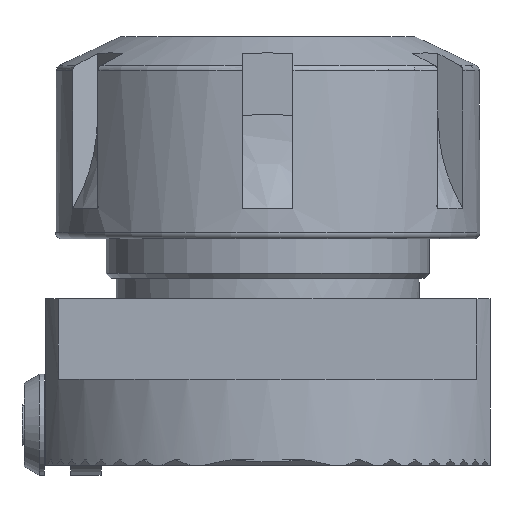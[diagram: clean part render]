
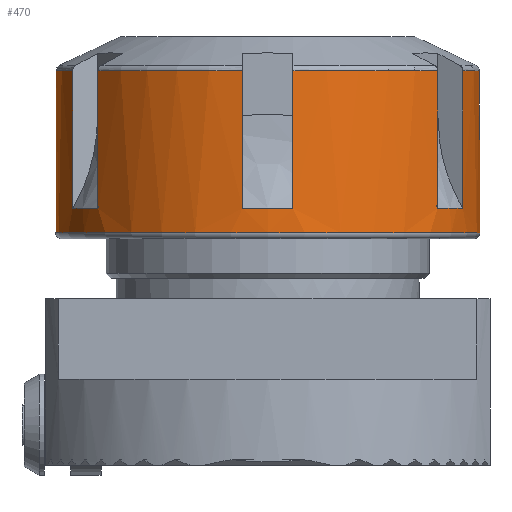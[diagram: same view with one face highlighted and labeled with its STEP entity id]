
A CAD part, left-side view. The second image highlights one B-rep face of the part: STEP entity #470.
In plain terms, the highlighted cylindrical face has radius 21 mm (diameter 42 mm), a full revolution.
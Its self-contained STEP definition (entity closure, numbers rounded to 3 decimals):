
#71=B_SPLINE_CURVE_WITH_KNOTS('',3,(#6543,#6544,#6545,#6546),.UNSPECIFIED.,
 .F.,.F.,(4,4),(0.,1.),.UNSPECIFIED.);
#72=B_SPLINE_CURVE_WITH_KNOTS('',3,(#6552,#6553,#6554,#6555),.UNSPECIFIED.,
 .F.,.F.,(4,4),(0.,1.),.UNSPECIFIED.);
#73=B_SPLINE_CURVE_WITH_KNOTS('',3,(#6560,#6561,#6562,#6563),.UNSPECIFIED.,
 .F.,.F.,(4,4),(0.,1.),.UNSPECIFIED.);
#74=B_SPLINE_CURVE_WITH_KNOTS('',3,(#6568,#6569,#6570,#6571),.UNSPECIFIED.,
 .F.,.F.,(4,4),(0.,1.),.UNSPECIFIED.);
#75=B_SPLINE_CURVE_WITH_KNOTS('',3,(#6576,#6577,#6578,#6579),.UNSPECIFIED.,
 .F.,.F.,(4,4),(0.,1.),.UNSPECIFIED.);
#76=B_SPLINE_CURVE_WITH_KNOTS('',3,(#6587,#6588,#6589,#6590),.UNSPECIFIED.,
 .F.,.F.,(4,4),(0.,1.),.UNSPECIFIED.);
#124=CYLINDRICAL_SURFACE('',#4246,21.);
#256=FACE_BOUND('',#1044,.T.);
#257=FACE_BOUND('',#1045,.T.);
#470=ADVANCED_FACE('',(#256,#257),#124,.T.);
#1044=EDGE_LOOP('',(#2614,#2615,#2616,#2617,#2618,#2619,#2620,#2621,#2622,
#2623,#2624,#2625,#2626,#2627,#2628,#2629,#2630,#2631,#2632,#2633,#2634,
#2635,#2636,#2637));
#1045=EDGE_LOOP('',(#2638));
#1392=LINE('',#6549,#1682);
#1393=LINE('',#6550,#1683);
#1394=LINE('',#6557,#1684);
#1395=LINE('',#6558,#1685);
#1396=LINE('',#6565,#1686);
#1397=LINE('',#6566,#1687);
#1398=LINE('',#6573,#1688);
#1399=LINE('',#6574,#1689);
#1400=LINE('',#6581,#1690);
#1401=LINE('',#6585,#1691);
#1402=LINE('',#6592,#1692);
#1403=LINE('',#6593,#1693);
#1682=VECTOR('',#5289,1.);
#1683=VECTOR('',#5290,1.);
#1684=VECTOR('',#5291,1.);
#1685=VECTOR('',#5292,1.);
#1686=VECTOR('',#5293,1.);
#1687=VECTOR('',#5294,1.);
#1688=VECTOR('',#5295,1.);
#1689=VECTOR('',#5296,1.);
#1690=VECTOR('',#5297,1.);
#1691=VECTOR('',#5300,1.);
#1692=VECTOR('',#5301,1.);
#1693=VECTOR('',#5302,1.);
#2614=ORIENTED_EDGE('',*,*,#3682,.F.);
#2615=ORIENTED_EDGE('',*,*,#3683,.F.);
#2616=ORIENTED_EDGE('',*,*,#3668,.T.);
#2617=ORIENTED_EDGE('',*,*,#3684,.F.);
#2618=ORIENTED_EDGE('',*,*,#3685,.F.);
#2619=ORIENTED_EDGE('',*,*,#3686,.F.);
#2620=ORIENTED_EDGE('',*,*,#3672,.T.);
#2621=ORIENTED_EDGE('',*,*,#3687,.F.);
#2622=ORIENTED_EDGE('',*,*,#3688,.F.);
#2623=ORIENTED_EDGE('',*,*,#3689,.F.);
#2624=ORIENTED_EDGE('',*,*,#3676,.T.);
#2625=ORIENTED_EDGE('',*,*,#3690,.F.);
#2626=ORIENTED_EDGE('',*,*,#3691,.F.);
#2627=ORIENTED_EDGE('',*,*,#3692,.F.);
#2628=ORIENTED_EDGE('',*,*,#3680,.T.);
#2629=ORIENTED_EDGE('',*,*,#3693,.F.);
#2630=ORIENTED_EDGE('',*,*,#3694,.F.);
#2631=ORIENTED_EDGE('',*,*,#3695,.F.);
#2632=ORIENTED_EDGE('',*,*,#3696,.T.);
#2633=ORIENTED_EDGE('',*,*,#3697,.F.);
#2634=ORIENTED_EDGE('',*,*,#3698,.F.);
#2635=ORIENTED_EDGE('',*,*,#3699,.F.);
#2636=ORIENTED_EDGE('',*,*,#3662,.T.);
#2637=ORIENTED_EDGE('',*,*,#3700,.F.);
#2638=ORIENTED_EDGE('',*,*,#3701,.T.);
#3130=VERTEX_POINT('',#6388);
#3132=VERTEX_POINT('',#6391);
#3135=VERTEX_POINT('',#6422);
#3137=VERTEX_POINT('',#6438);
#3139=VERTEX_POINT('',#6455);
#3141=VERTEX_POINT('',#6471);
#3143=VERTEX_POINT('',#6488);
#3145=VERTEX_POINT('',#6504);
#3147=VERTEX_POINT('',#6521);
#3149=VERTEX_POINT('',#6537);
#3151=VERTEX_POINT('',#6547);
#3152=VERTEX_POINT('',#6548);
#3153=VERTEX_POINT('',#6551);
#3154=VERTEX_POINT('',#6556);
#3155=VERTEX_POINT('',#6559);
#3156=VERTEX_POINT('',#6564);
#3157=VERTEX_POINT('',#6567);
#3158=VERTEX_POINT('',#6572);
#3159=VERTEX_POINT('',#6575);
#3160=VERTEX_POINT('',#6580);
#3161=VERTEX_POINT('',#6582);
#3162=VERTEX_POINT('',#6584);
#3163=VERTEX_POINT('',#6586);
#3164=VERTEX_POINT('',#6591);
#3165=VERTEX_POINT('',#6595);
#3662=EDGE_CURVE('',#3132,#3130,#3854,.T.);
#3668=EDGE_CURVE('',#3135,#3137,#3857,.T.);
#3672=EDGE_CURVE('',#3139,#3141,#3859,.T.);
#3676=EDGE_CURVE('',#3143,#3145,#3861,.T.);
#3680=EDGE_CURVE('',#3147,#3149,#3863,.T.);
#3682=EDGE_CURVE('',#3151,#3152,#71,.T.);
#3683=EDGE_CURVE('',#3135,#3151,#1392,.T.);
#3684=EDGE_CURVE('',#3153,#3137,#1393,.T.);
#3685=EDGE_CURVE('',#3154,#3153,#72,.T.);
#3686=EDGE_CURVE('',#3139,#3154,#1394,.T.);
#3687=EDGE_CURVE('',#3155,#3141,#1395,.T.);
#3688=EDGE_CURVE('',#3156,#3155,#73,.T.);
#3689=EDGE_CURVE('',#3143,#3156,#1396,.T.);
#3690=EDGE_CURVE('',#3157,#3145,#1397,.T.);
#3691=EDGE_CURVE('',#3158,#3157,#74,.T.);
#3692=EDGE_CURVE('',#3147,#3158,#1398,.T.);
#3693=EDGE_CURVE('',#3159,#3149,#1399,.T.);
#3694=EDGE_CURVE('',#3160,#3159,#75,.T.);
#3695=EDGE_CURVE('',#3161,#3160,#1400,.T.);
#3696=EDGE_CURVE('',#3161,#3162,#3865,.T.);
#3697=EDGE_CURVE('',#3163,#3162,#1401,.T.);
#3698=EDGE_CURVE('',#3164,#3163,#76,.T.);
#3699=EDGE_CURVE('',#3132,#3164,#1402,.T.);
#3700=EDGE_CURVE('',#3152,#3130,#1403,.T.);
#3701=EDGE_CURVE('',#3165,#3165,#3866,.T.);
#3854=CIRCLE('',#4227,21.);
#3857=CIRCLE('',#4231,21.);
#3859=CIRCLE('',#4234,21.);
#3861=CIRCLE('',#4237,21.);
#3863=CIRCLE('',#4240,21.);
#3865=CIRCLE('',#4244,21.);
#3866=CIRCLE('',#4245,21.);
#4227=AXIS2_PLACEMENT_3D('',#6390,#5255,#5256);
#4231=AXIS2_PLACEMENT_3D('',#6439,#5263,#5264);
#4234=AXIS2_PLACEMENT_3D('',#6472,#5269,#5270);
#4237=AXIS2_PLACEMENT_3D('',#6505,#5275,#5276);
#4240=AXIS2_PLACEMENT_3D('',#6538,#5281,#5282);
#4244=AXIS2_PLACEMENT_3D('',#6583,#5298,#5299);
#4245=AXIS2_PLACEMENT_3D('',#6594,#5303,#5304);
#4246=AXIS2_PLACEMENT_3D('',#6596,#5305,#5306);
#5255=DIRECTION('',(0.,0.,-1.));
#5256=DIRECTION('',(1.,0.,0.));
#5263=DIRECTION('',(0.,0.,-1.));
#5264=DIRECTION('',(1.,0.,0.));
#5269=DIRECTION('',(0.,0.,-1.));
#5270=DIRECTION('',(1.,0.,0.));
#5275=DIRECTION('',(0.,0.,-1.));
#5276=DIRECTION('',(1.,0.,0.));
#5281=DIRECTION('',(0.,0.,-1.));
#5282=DIRECTION('',(1.,0.,0.));
#5289=DIRECTION('',(0.,0.,-1.));
#5290=DIRECTION('',(0.,0.,1.));
#5291=DIRECTION('',(0.,0.,-1.));
#5292=DIRECTION('',(0.,0.,1.));
#5293=DIRECTION('',(0.,0.,-1.));
#5294=DIRECTION('',(0.,0.,1.));
#5295=DIRECTION('',(0.,0.,-1.));
#5296=DIRECTION('',(0.,0.,1.));
#5297=DIRECTION('',(0.,0.,-1.));
#5298=DIRECTION('',(0.,0.,-1.));
#5299=DIRECTION('',(1.,0.,0.));
#5300=DIRECTION('',(0.,0.,1.));
#5301=DIRECTION('',(0.,0.,-1.));
#5302=DIRECTION('',(0.,0.,1.));
#5303=DIRECTION('',(0.,0.,1.));
#5304=DIRECTION('',(-1.,0.,0.));
#5305=DIRECTION('',(0.,0.,1.));
#5306=DIRECTION('',(-1.,0.,0.));
#6388=CARTESIAN_POINT('',(12.59,-16.807,37.637));
#6390=CARTESIAN_POINT('',(0.,0.,37.637));
#6391=CARTESIAN_POINT('',(20.851,-2.5,37.637));
#6422=CARTESIAN_POINT('',(8.26,-19.307,37.637));
#6438=CARTESIAN_POINT('',(-8.26,-19.307,37.637));
#6439=CARTESIAN_POINT('',(0.,0.,37.637));
#6455=CARTESIAN_POINT('',(-12.59,-16.807,37.637));
#6471=CARTESIAN_POINT('',(-20.851,-2.5,37.637));
#6472=CARTESIAN_POINT('',(0.,0.,37.637));
#6488=CARTESIAN_POINT('',(-20.851,2.5,37.637));
#6504=CARTESIAN_POINT('',(-12.59,16.807,37.637));
#6505=CARTESIAN_POINT('',(0.,0.,37.637));
#6521=CARTESIAN_POINT('',(-8.26,19.307,37.637));
#6537=CARTESIAN_POINT('',(8.26,19.307,37.637));
#6538=CARTESIAN_POINT('',(0.,0.,37.637));
#6543=CARTESIAN_POINT('',(8.26,-19.307,24.019));
#6544=CARTESIAN_POINT('',(9.797,-18.65,24.019));
#6545=CARTESIAN_POINT('',(11.253,-17.809,24.019));
#6546=CARTESIAN_POINT('',(12.59,-16.807,24.019));
#6547=CARTESIAN_POINT('',(8.26,-19.307,24.019));
#6548=CARTESIAN_POINT('',(12.59,-16.807,24.019));
#6549=CARTESIAN_POINT('',(8.26,-19.307,21.019));
#6550=CARTESIAN_POINT('',(-8.26,-19.307,21.019));
#6551=CARTESIAN_POINT('',(-8.26,-19.307,24.019));
#6552=CARTESIAN_POINT('',(-12.59,-16.807,24.019));
#6553=CARTESIAN_POINT('',(-11.253,-17.809,24.019));
#6554=CARTESIAN_POINT('',(-9.797,-18.65,24.019));
#6555=CARTESIAN_POINT('',(-8.26,-19.307,24.019));
#6556=CARTESIAN_POINT('',(-12.59,-16.807,24.019));
#6557=CARTESIAN_POINT('',(-12.59,-16.807,21.019));
#6558=CARTESIAN_POINT('',(-20.851,-2.5,21.019));
#6559=CARTESIAN_POINT('',(-20.851,-2.5,24.019));
#6560=CARTESIAN_POINT('',(-20.851,2.5,24.019));
#6561=CARTESIAN_POINT('',(-21.05,0.84,24.019));
#6562=CARTESIAN_POINT('',(-21.05,-0.84,24.019));
#6563=CARTESIAN_POINT('',(-20.851,-2.5,24.019));
#6564=CARTESIAN_POINT('',(-20.851,2.5,24.019));
#6565=CARTESIAN_POINT('',(-20.851,2.5,21.019));
#6566=CARTESIAN_POINT('',(-12.59,16.807,21.019));
#6567=CARTESIAN_POINT('',(-12.59,16.807,24.019));
#6568=CARTESIAN_POINT('',(-8.26,19.307,24.019));
#6569=CARTESIAN_POINT('',(-9.797,18.65,24.019));
#6570=CARTESIAN_POINT('',(-11.253,17.809,24.019));
#6571=CARTESIAN_POINT('',(-12.59,16.807,24.019));
#6572=CARTESIAN_POINT('',(-8.26,19.307,24.019));
#6573=CARTESIAN_POINT('',(-8.26,19.307,21.019));
#6574=CARTESIAN_POINT('',(8.26,19.307,21.019));
#6575=CARTESIAN_POINT('',(8.26,19.307,24.019));
#6576=CARTESIAN_POINT('',(12.59,16.807,24.019));
#6577=CARTESIAN_POINT('',(11.253,17.809,24.019));
#6578=CARTESIAN_POINT('',(9.797,18.65,24.019));
#6579=CARTESIAN_POINT('',(8.26,19.307,24.019));
#6580=CARTESIAN_POINT('',(12.59,16.807,24.019));
#6581=CARTESIAN_POINT('',(12.59,16.807,21.019));
#6582=CARTESIAN_POINT('',(12.59,16.807,37.637));
#6583=CARTESIAN_POINT('',(0.,0.,37.637));
#6584=CARTESIAN_POINT('',(20.851,2.5,37.637));
#6585=CARTESIAN_POINT('',(20.851,2.5,21.019));
#6586=CARTESIAN_POINT('',(20.851,2.5,24.019));
#6587=CARTESIAN_POINT('',(20.851,-2.5,24.019));
#6588=CARTESIAN_POINT('',(21.05,-0.84,24.019));
#6589=CARTESIAN_POINT('',(21.05,0.84,24.019));
#6590=CARTESIAN_POINT('',(20.851,2.5,24.019));
#6591=CARTESIAN_POINT('',(20.851,-2.5,24.019));
#6592=CARTESIAN_POINT('',(20.851,-2.5,21.019));
#6593=CARTESIAN_POINT('',(12.59,-16.807,21.019));
#6594=CARTESIAN_POINT('',(0.,0.,21.619));
#6595=CARTESIAN_POINT('',(-21.,0.,21.619));
#6596=CARTESIAN_POINT('',(0.,0.,21.019));
